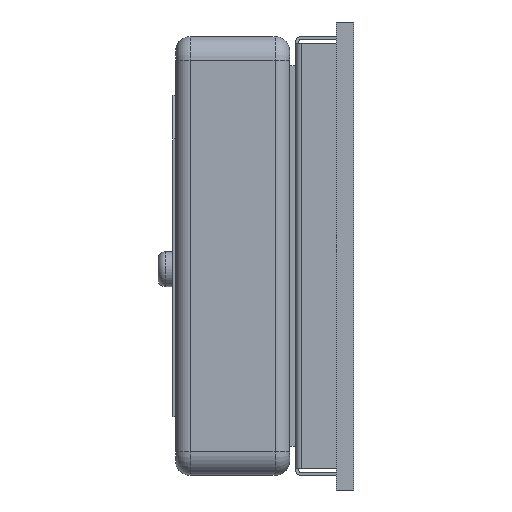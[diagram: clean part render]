
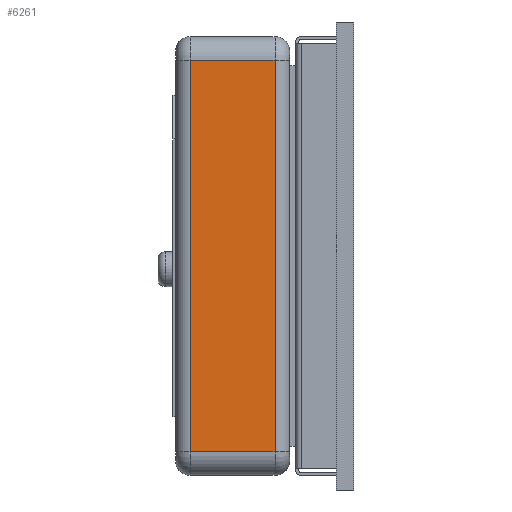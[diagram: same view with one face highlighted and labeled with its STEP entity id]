
A CAD part, left-side view. The second image highlights one B-rep face of the part: STEP entity #6261.
In plain terms, the highlighted planar face has unit normal (-1, 0, 0).
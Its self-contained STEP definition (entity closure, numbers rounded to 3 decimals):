
#386 = CARTESIAN_POINT ( 'NONE',  ( -7.5, 2.7, 6.7 ) ) ;
#408 = FACE_OUTER_BOUND ( 'NONE', #2552, .T. ) ;
#961 = CARTESIAN_POINT ( 'NONE',  ( -7.5, 2.7, -6.7 ) ) ;
#1058 = VERTEX_POINT ( 'NONE', #5599 ) ;
#1463 = EDGE_CURVE ( 'NONE', #2254, #4318, #8581, .T. ) ;
#1665 = VERTEX_POINT ( 'NONE', #3125 ) ;
#1670 = PLANE ( 'NONE',  #6094 ) ;
#2192 = VECTOR ( 'NONE', #3013, 1000. ) ;
#2254 = VERTEX_POINT ( 'NONE', #961 ) ;
#2552 = EDGE_LOOP ( 'NONE', ( #7179, #3502, #8076, #5548 ) ) ;
#3013 = DIRECTION ( 'NONE',  ( 0., -1., 0. ) ) ;
#3125 = CARTESIAN_POINT ( 'NONE',  ( -7.5, 5.6, 6.7 ) ) ;
#3186 = VECTOR ( 'NONE', #7785, 1000. ) ;
#3469 = DIRECTION ( 'NONE',  ( 0., 0., -1. ) ) ;
#3502 = ORIENTED_EDGE ( 'NONE', *, *, #1463, .T. ) ;
#3530 = VECTOR ( 'NONE', #3469, 1000. ) ;
#3558 = LINE ( 'NONE', #4111, #3530 ) ;
#3701 = CARTESIAN_POINT ( 'NONE',  ( -7.5, 33.613, 6.7 ) ) ;
#4111 = CARTESIAN_POINT ( 'NONE',  ( -7.5, 5.6, -6.7 ) ) ;
#4262 = LINE ( 'NONE', #3701, #2192 ) ;
#4303 = CARTESIAN_POINT ( 'NONE',  ( -7.5, 33.613, -6.7 ) ) ;
#4318 = VERTEX_POINT ( 'NONE', #386 ) ;
#4709 = CARTESIAN_POINT ( 'NONE',  ( -7.5, 33.613, 6.7 ) ) ;
#4722 = VECTOR ( 'NONE', #6984, 1000. ) ;
#5370 = DIRECTION ( 'NONE',  ( 0., 0., -1. ) ) ;
#5548 = ORIENTED_EDGE ( 'NONE', *, *, #7213, .T. ) ;
#5599 = CARTESIAN_POINT ( 'NONE',  ( -7.5, 5.6, -6.7 ) ) ;
#5630 = CARTESIAN_POINT ( 'NONE',  ( -7.5, 2.7, 6.7 ) ) ;
#6094 = AXIS2_PLACEMENT_3D ( 'NONE', #4709, #6691, #5370 ) ;
#6261 = ADVANCED_FACE ( 'NONE', ( #408 ), #1670, .F. ) ;
#6691 = DIRECTION ( 'NONE',  ( 1., 0., 0. ) ) ;
#6984 = DIRECTION ( 'NONE',  ( 0., -1., 0. ) ) ;
#7179 = ORIENTED_EDGE ( 'NONE', *, *, #7269, .T. ) ;
#7213 = EDGE_CURVE ( 'NONE', #1665, #1058, #3558, .T. ) ;
#7269 = EDGE_CURVE ( 'NONE', #1058, #2254, #8577, .T. ) ;
#7785 = DIRECTION ( 'NONE',  ( 0., 0., 1. ) ) ;
#8076 = ORIENTED_EDGE ( 'NONE', *, *, #8194, .F. ) ;
#8194 = EDGE_CURVE ( 'NONE', #1665, #4318, #4262, .T. ) ;
#8577 = LINE ( 'NONE', #4303, #4722 ) ;
#8581 = LINE ( 'NONE', #5630, #3186 ) ;
